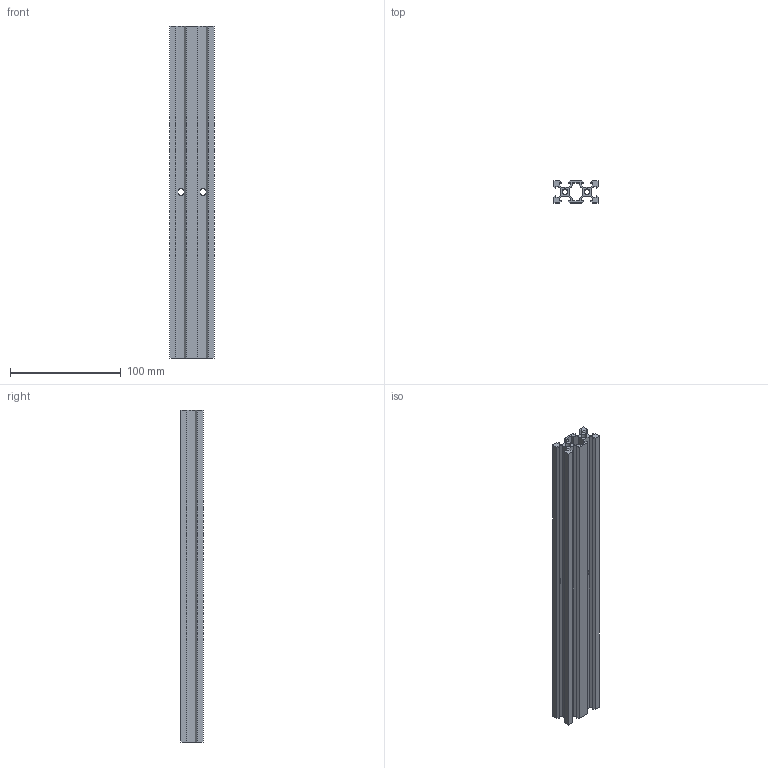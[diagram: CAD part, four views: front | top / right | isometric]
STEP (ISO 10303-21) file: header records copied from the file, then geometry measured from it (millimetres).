
FILE_DESCRIPTION(('FreeCAD Model'),'2;1');
FILE_NAME( '2040-feet.step', '2020-08-30T22:29:39',('Author'),(''), 'Open CASCADE STEP processor 7.3','FreeCAD','Unknown');
FILE_SCHEMA(('AUTOMOTIVE_DESIGN { 1 0 10303 214 1 1 1 1 }'));
Length unit declared in the file: millimetre
Products named in the file (1): Body001
Bounding box: 40 x 20 x 300 mm (x, y, z)
Volume: 87906.9 mm3; surface area: 89250.4 mm2
Topology: 1 solids, 1 shells, 110 faces, 336 edges, 220 vertices
Faces by surface type: plane 98, cylinder 12
Full cylindrical faces by diameter (mm): 5 x4, 6 x2
Entity records: 9455 total; most frequent: CARTESIAN_POINT 2739, DIRECTION 1242, LINE 862, VECTOR 862, ORIENTED_EDGE 672, PCURVE 672, DEFINITIONAL_REPRESENTATION 672, EDGE_CURVE 336
